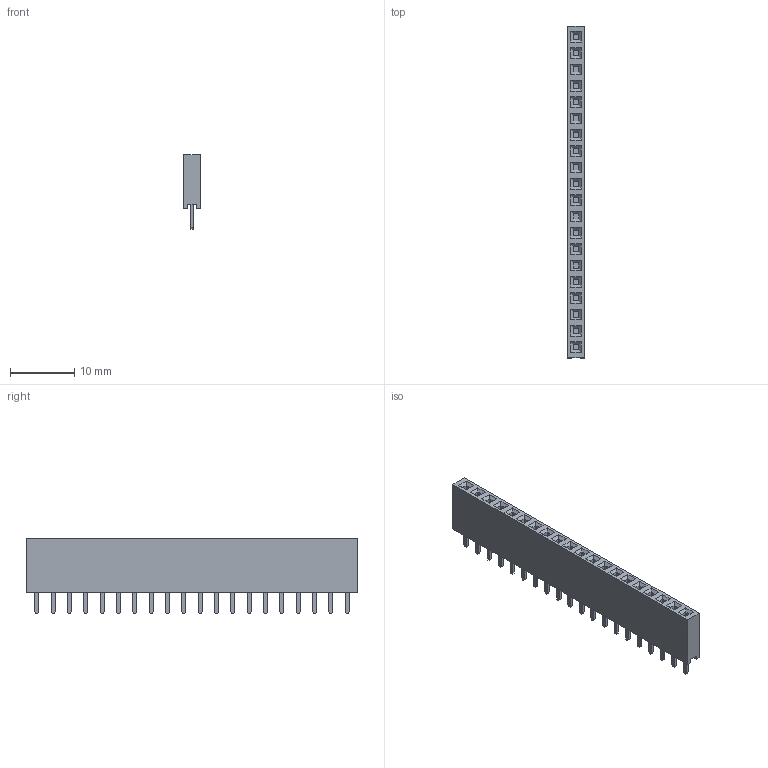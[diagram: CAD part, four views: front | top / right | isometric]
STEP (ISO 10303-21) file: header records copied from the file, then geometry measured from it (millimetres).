
FILE_DESCRIPTION(('FreeCAD Model'),'2;1');
FILE_NAME('Open CASCADE Shape Model','2024-07-19T09:54:46',(''),(''), 'Open CASCADE STEP processor 7.6','FreeCAD','Unknown');
FILE_SCHEMA(('AUTOMOTIVE_DESIGN { 1 0 10303 214 1 1 1 1 }'));
Length unit declared in the file: millimetre
Products named in the file (2): PinSocket_1x20_H8.51mm_P2.54mm_Vertical_STEP; Socket
Assembly tree (1 placements, depth 2):
  PinSocket_1x20_H8.51mm_P2.54mm_Vertical_STEP
    Socket
Bounding box: 2.54 x 51.6 x 11.63 mm (x, y, z)
Volume: 991 mm3; surface area: 1857.7 mm2
Topology: 21 solids, 21 shells, 350 faces, 784 edges, 496 vertices
Faces by surface type: plane 350
Entity records: 12040 total; most frequent: CARTESIAN_POINT 1632, ORIENTED_EDGE 1568, DIRECTION 1488, EDGE_CURVE 784, LINE 784, VECTOR 784, VERTEX_POINT 496, PRESENTATION_STYLE_ASSIGNMENT 371
